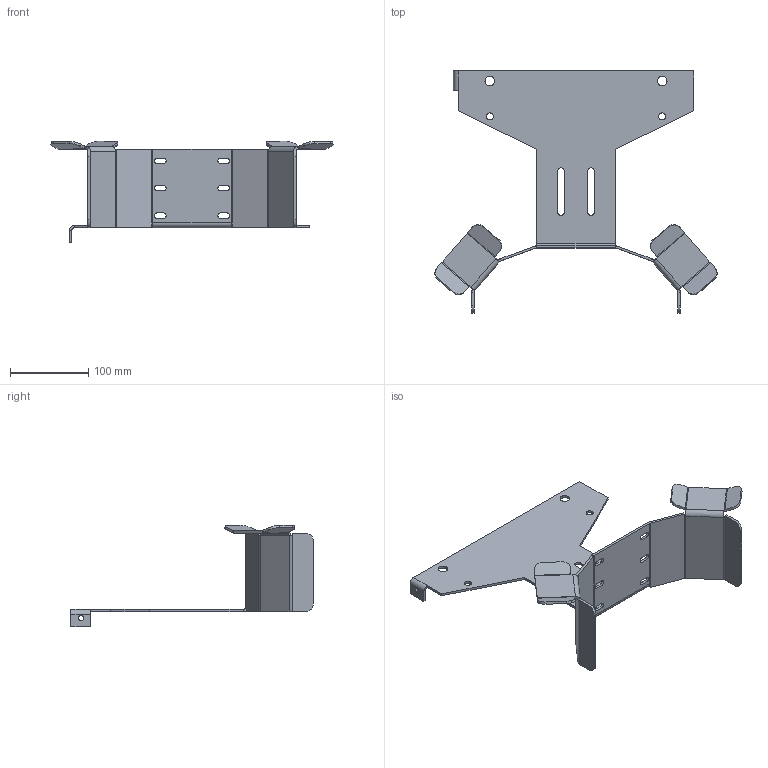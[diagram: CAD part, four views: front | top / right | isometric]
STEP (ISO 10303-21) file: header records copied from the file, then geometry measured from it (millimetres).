
FILE_DESCRIPTION (( 'STEP AP214' ), '1' );
FILE_NAME ('7-6714-3138 Îñíîâàíèå ïîäâèæíîé êàðåòêè.STEP', '2021-06-02T11:47:36', ( '' ), ( '' ), 'SwSTEP 2.0', 'SolidWorks 2021', '' );
FILE_SCHEMA (( 'AUTOMOTIVE_DESIGN' ));
Length unit declared in the file: millimetre
Products named in the file (1): 7-6714-3138 Îñíîâàíèå ïîäâèæíîé êàðåòêè
Bounding box: 360.16 x 309 x 129.34 mm (x, y, z)
Volume: 242293.4 mm3; surface area: 169810.4 mm2
Topology: 1 solids, 1 shells, 195 faces, 467 edges, 274 vertices
Faces by surface type: plane 121, cylinder 74
Entity records: 5619 total; most frequent: DIRECTION 1007, CARTESIAN_POINT 937, ORIENTED_EDGE 934, EDGE_CURVE 467, AXIS2_PLACEMENT_3D 344, LINE 319, VECTOR 319, VERTEX_POINT 274
